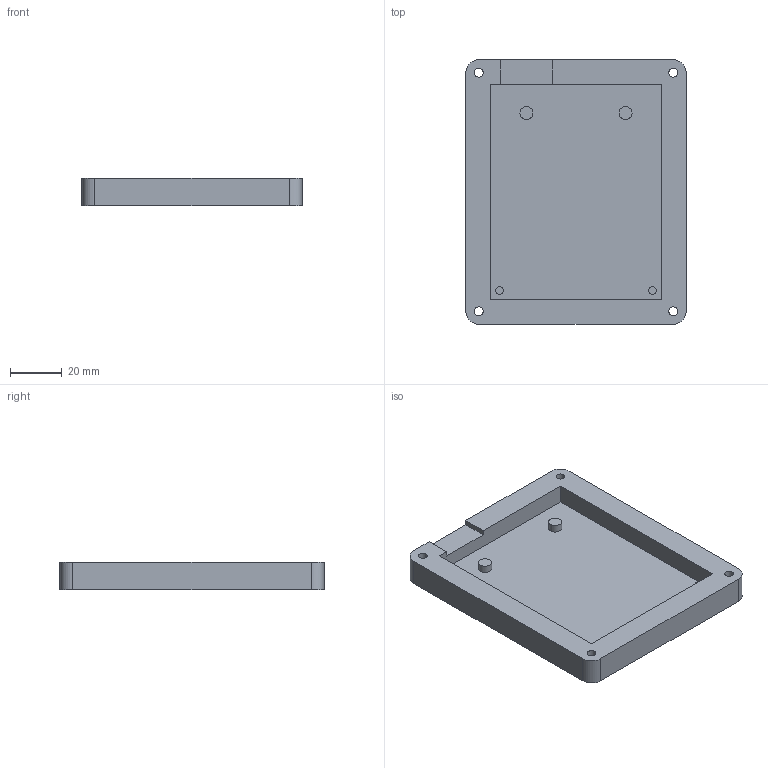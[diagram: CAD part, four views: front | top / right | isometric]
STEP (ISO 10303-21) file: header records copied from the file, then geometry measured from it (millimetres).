
FILE_DESCRIPTION(/* description */ (''),/* implementation_level */ '2;1');
FILE_NAME(/* name */ 'macropad_casebottom.step',/* time_stamp */ '2025-12-21T14:44:53+01:00',/* author */ (''),/* organization */ (''),/* preprocessor_version */ 'ST-DEVELOPER v20.1',/* originating_system */ 'Autodesk Translation Framework v14.21.0.0',/* authorisation */ '');
FILE_SCHEMA (('AUTOMOTIVE_DESIGN { 1 0 10303 214 3 1 1 }'));
Length unit declared in the file: millimetre
Products named in the file (2): macropad_casebottom; bottom
Assembly tree (1 placements, depth 2):
  macropad_casebottom
    bottom
Bounding box: 85 x 102 x 10.5 mm (x, y, z)
Volume: 48837.4 mm3; surface area: 24066.2 mm2
Topology: 1 solids, 1 shells, 484 faces, 1323 edges, 882 vertices
Faces by surface type: bspline 259, plane 209, cylinder 16
Full cylindrical faces by diameter (mm): 3 x2, 3.4 x4, 5 x2, 6 x4
Entity records: 17678 total; most frequent: CARTESIAN_POINT 7095, ORIENTED_EDGE 2646, EDGE_CURVE 1323, DIRECTION 1293, VERTEX_POINT 882, LINE 773, VECTOR 773, EDGE_LOOP 533
